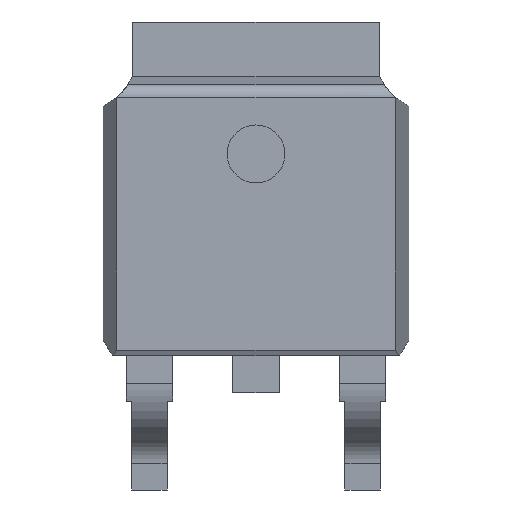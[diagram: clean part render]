
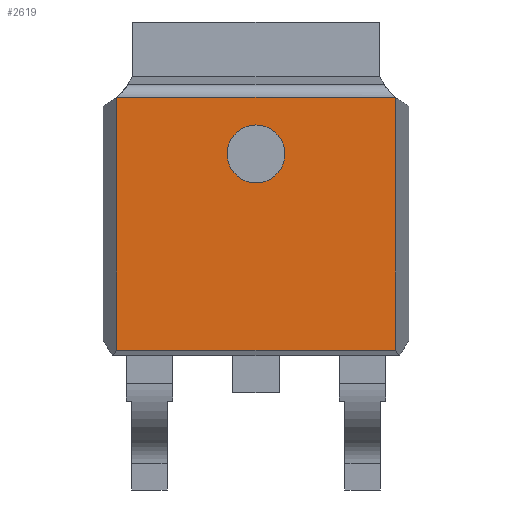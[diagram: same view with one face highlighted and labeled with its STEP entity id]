
A CAD part, top view. The second image highlights one B-rep face of the part: STEP entity #2619.
In plain terms, the highlighted planar face has unit normal (0, 0, 1).
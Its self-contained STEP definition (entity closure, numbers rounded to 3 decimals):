
#61 = PLANE ( 'NONE',  #96 ) ;
#80 = VECTOR ( 'NONE', #786, 1000. ) ;
#86 = CARTESIAN_POINT ( 'NONE',  ( 3.007, 5.572, 2.3 ) ) ;
#96 = AXIS2_PLACEMENT_3D ( 'NONE', #1876, #2300, #870 ) ;
#105 = VERTEX_POINT ( 'NONE', #389 ) ;
#111 = EDGE_CURVE ( 'NONE', #457, #1699, #1370, .T. ) ;
#187 = CIRCLE ( 'NONE', #1682, 1.318 ) ;
#288 = AXIS2_PLACEMENT_3D ( 'NONE', #1750, #2562, #541 ) ;
#295 = CARTESIAN_POINT ( 'NONE',  ( -0.625, 4.35, 2.3 ) ) ;
#314 = DIRECTION ( 'NONE',  ( 1., 0., 0. ) ) ;
#333 = LINE ( 'NONE', #1131, #601 ) ;
#389 = CARTESIAN_POINT ( 'NONE',  ( 3.01, 5.57, 2.3 ) ) ;
#457 = VERTEX_POINT ( 'NONE', #2580 ) ;
#463 = EDGE_CURVE ( 'NONE', #2277, #457, #1444, .T. ) ;
#490 = ORIENTED_EDGE ( 'NONE', *, *, #645, .F. ) ;
#503 = VERTEX_POINT ( 'NONE', #86 ) ;
#541 = DIRECTION ( 'NONE',  ( 0.424, -0.906, 0. ) ) ;
#562 = DIRECTION ( 'NONE',  ( 0., 1., 0. ) ) ;
#583 = CARTESIAN_POINT ( 'NONE',  ( 0., 5.572, 2.3 ) ) ;
#594 = CARTESIAN_POINT ( 'NONE',  ( -3.01, 2.786, 2.3 ) ) ;
#601 = VECTOR ( 'NONE', #562, 1000. ) ;
#645 = EDGE_CURVE ( 'NONE', #2277, #503, #817, .T. ) ;
#651 = EDGE_LOOP ( 'NONE', ( #1402, #763, #769, #1435, #1325, #490 ) ) ;
#743 = DIRECTION ( 'NONE',  ( 0., 0., -1. ) ) ;
#763 = ORIENTED_EDGE ( 'NONE', *, *, #111, .T. ) ;
#769 = ORIENTED_EDGE ( 'NONE', *, *, #1376, .T. ) ;
#786 = DIRECTION ( 'NONE',  ( 1., 0., 0. ) ) ;
#817 = LINE ( 'NONE', #583, #80 ) ;
#832 = CARTESIAN_POINT ( 'NONE',  ( 3.01, 0.113, 2.3 ) ) ;
#854 = CIRCLE ( 'NONE', #1545, 0.625 ) ;
#870 = DIRECTION ( 'NONE',  ( 0., -1., 0. ) ) ;
#873 = DIRECTION ( 'NONE',  ( 0., 0., -1. ) ) ;
#911 = CARTESIAN_POINT ( 'NONE',  ( 0., 4.35, 2.3 ) ) ;
#944 = VECTOR ( 'NONE', #2134, 1000. ) ;
#1048 = EDGE_CURVE ( 'NONE', #2342, #1055, #1645, .T. ) ;
#1055 = VERTEX_POINT ( 'NONE', #2339 ) ;
#1131 = CARTESIAN_POINT ( 'NONE',  ( 3.01, 2.786, 2.3 ) ) ;
#1196 = VECTOR ( 'NONE', #2243, 1000. ) ;
#1236 = EDGE_CURVE ( 'NONE', #1055, #2342, #854, .T. ) ;
#1237 = CARTESIAN_POINT ( 'NONE',  ( 3.858, 6.578, 2.3 ) ) ;
#1276 = FACE_BOUND ( 'NONE', #2553, .T. ) ;
#1311 = CARTESIAN_POINT ( 'NONE',  ( 0., 0.113, 2.3 ) ) ;
#1325 = ORIENTED_EDGE ( 'NONE', *, *, #2026, .T. ) ;
#1354 = LINE ( 'NONE', #1311, #944 ) ;
#1370 = LINE ( 'NONE', #594, #1196 ) ;
#1376 = EDGE_CURVE ( 'NONE', #1699, #2140, #1354, .T. ) ;
#1402 = ORIENTED_EDGE ( 'NONE', *, *, #463, .T. ) ;
#1435 = ORIENTED_EDGE ( 'NONE', *, *, #1534, .T. ) ;
#1437 = DIRECTION ( 'NONE',  ( 1., 0., 0. ) ) ;
#1440 = ORIENTED_EDGE ( 'NONE', *, *, #1048, .T. ) ;
#1444 = CIRCLE ( 'NONE', #288, 1.317 ) ;
#1469 = CARTESIAN_POINT ( 'NONE',  ( -3.007, 5.572, 2.3 ) ) ;
#1534 = EDGE_CURVE ( 'NONE', #2140, #105, #333, .T. ) ;
#1545 = AXIS2_PLACEMENT_3D ( 'NONE', #2476, #873, #1437 ) ;
#1609 = AXIS2_PLACEMENT_3D ( 'NONE', #911, #743, #314 ) ;
#1645 = CIRCLE ( 'NONE', #1609, 0.625 ) ;
#1673 = CARTESIAN_POINT ( 'NONE',  ( -3.01, 0.113, 2.3 ) ) ;
#1682 = AXIS2_PLACEMENT_3D ( 'NONE', #1237, #2472, #2071 ) ;
#1699 = VERTEX_POINT ( 'NONE', #1673 ) ;
#1701 = FACE_OUTER_BOUND ( 'NONE', #651, .T. ) ;
#1750 = CARTESIAN_POINT ( 'NONE',  ( -3.858, 6.578, 2.3 ) ) ;
#1876 = CARTESIAN_POINT ( 'NONE',  ( 0., 5.572, 2.3 ) ) ;
#2026 = EDGE_CURVE ( 'NONE', #105, #503, #187, .T. ) ;
#2071 = DIRECTION ( 'NONE',  ( -0.906, -0.424, 0. ) ) ;
#2134 = DIRECTION ( 'NONE',  ( 1., 0., 0. ) ) ;
#2140 = VERTEX_POINT ( 'NONE', #832 ) ;
#2219 = ORIENTED_EDGE ( 'NONE', *, *, #1236, .T. ) ;
#2243 = DIRECTION ( 'NONE',  ( 0., -1., 0. ) ) ;
#2277 = VERTEX_POINT ( 'NONE', #1469 ) ;
#2300 = DIRECTION ( 'NONE',  ( 0., 0., 1. ) ) ;
#2339 = CARTESIAN_POINT ( 'NONE',  ( 0.625, 4.35, 2.3 ) ) ;
#2342 = VERTEX_POINT ( 'NONE', #295 ) ;
#2472 = DIRECTION ( 'NONE',  ( 0., 0., -1. ) ) ;
#2476 = CARTESIAN_POINT ( 'NONE',  ( 0., 4.35, 2.3 ) ) ;
#2553 = EDGE_LOOP ( 'NONE', ( #2219, #1440 ) ) ;
#2562 = DIRECTION ( 'NONE',  ( 0., 0., -1. ) ) ;
#2580 = CARTESIAN_POINT ( 'NONE',  ( -3.01, 5.57, 2.3 ) ) ;
#2619 = ADVANCED_FACE ( 'NONE', ( #1276, #1701 ), #61, .T. ) ;
